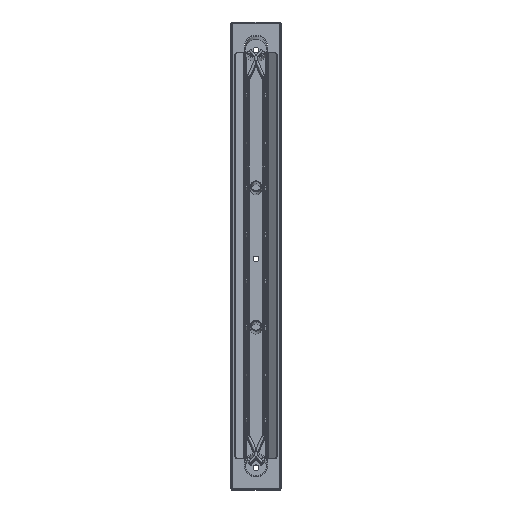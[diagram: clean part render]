
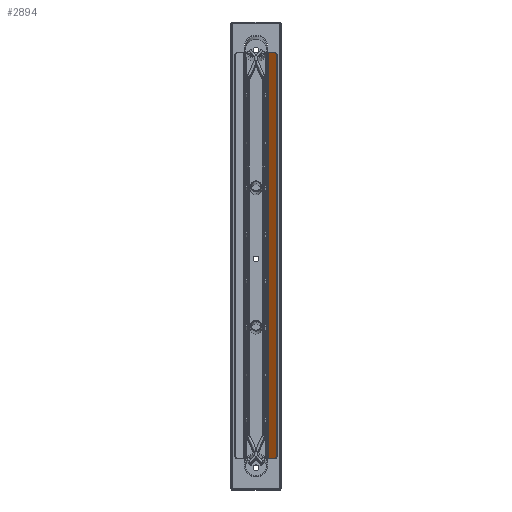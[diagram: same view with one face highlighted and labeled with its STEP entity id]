
A CAD part, top view. The second image highlights one B-rep face of the part: STEP entity #2894.
In plain terms, the highlighted face is planar.
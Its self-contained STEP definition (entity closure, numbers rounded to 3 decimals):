
#113 = CARTESIAN_POINT ( 'NONE',  ( 22.491, -155.142, 218.813 ) ) ;
#206 = CARTESIAN_POINT ( 'NONE',  ( 22.491, -155.142, 218.813 ) ) ;
#749 = EDGE_CURVE ( 'NONE', #8261, #12349, #14789, .T. ) ;
#1086 = ORIENTED_EDGE ( 'NONE', *, *, #749, .F. ) ;
#1246 = CARTESIAN_POINT ( 'NONE',  ( 22.491, -155.142, 218.813 ) ) ;
#1358 = DIRECTION ( 'NONE',  ( -0.766, 0.643, 0. ) ) ;
#1373 = DIRECTION ( 'NONE',  ( 0., 0., -1. ) ) ;
#1762 = CARTESIAN_POINT ( 'NONE',  ( 18.66, -151.928, -218.813 ) ) ;
#2146 = ORIENTED_EDGE ( 'NONE', *, *, #16879, .T. ) ;
#2257 = ORIENTED_EDGE ( 'NONE', *, *, #23645, .T. ) ;
#2894 = ADVANCED_FACE ( 'NONE', ( #7629 ), #9913, .F. ) ;
#3357 = EDGE_CURVE ( 'NONE', #13816, #15885, #15260, .T. ) ;
#3628 = CARTESIAN_POINT ( 'NONE',  ( 22.491, -155.142, 213.813 ) ) ;
#3915 = CARTESIAN_POINT ( 'NONE',  ( 22.491, -155.142, -218.813 ) ) ;
#5328 = CARTESIAN_POINT ( 'NONE',  ( 18.66, -151.928, 213.813 ) ) ;
#5557 = CARTESIAN_POINT ( 'NONE',  ( 12.072, -146.399, -218.813 ) ) ;
#5820 = DIRECTION ( 'NONE',  ( 0.766, -0.643, 0. ) ) ;
#6236 = AXIS2_PLACEMENT_3D ( 'NONE', #8617, #14494, #11660 ) ;
#6838 = EDGE_CURVE ( 'NONE', #19693, #12349, #17231, .T. ) ;
#6991 = EDGE_CURVE ( 'NONE', #13816, #9582, #7728, .T. ) ;
#7001 = DIRECTION ( 'NONE',  ( -0.643, -0.766, 0. ) ) ;
#7629 = FACE_OUTER_BOUND ( 'NONE', #8098, .T. ) ;
#7728 = LINE ( 'NONE', #11156, #24117 ) ;
#8098 = EDGE_LOOP ( 'NONE', ( #1086, #2146, #17891, #8662, #2257, #20076 ) ) ;
#8261 = VERTEX_POINT ( 'NONE', #3628 ) ;
#8617 = CARTESIAN_POINT ( 'NONE',  ( 18.66, -151.928, -213.813 ) ) ;
#8662 = ORIENTED_EDGE ( 'NONE', *, *, #6991, .T. ) ;
#8793 = CARTESIAN_POINT ( 'NONE',  ( 12.072, -146.399, 218.813 ) ) ;
#9009 = AXIS2_PLACEMENT_3D ( 'NONE', #5328, #7001, #1358 ) ;
#9550 = LINE ( 'NONE', #3915, #10110 ) ;
#9582 = VERTEX_POINT ( 'NONE', #5557 ) ;
#9913 = PLANE ( 'NONE',  #22719 ) ;
#10110 = VECTOR ( 'NONE', #11694, 1000. ) ;
#11156 = CARTESIAN_POINT ( 'NONE',  ( 12.072, -146.399, 218.813 ) ) ;
#11660 = DIRECTION ( 'NONE',  ( -0.766, 0.643, 0. ) ) ;
#11694 = DIRECTION ( 'NONE',  ( 0.766, -0.643, 0. ) ) ;
#11803 = DIRECTION ( 'NONE',  ( -0.766, 0.643, 0. ) ) ;
#12349 = VERTEX_POINT ( 'NONE', #19029 ) ;
#13816 = VERTEX_POINT ( 'NONE', #8793 ) ;
#14494 = DIRECTION ( 'NONE',  ( -0.643, -0.766, 0. ) ) ;
#14789 = LINE ( 'NONE', #1246, #21397 ) ;
#15260 = LINE ( 'NONE', #206, #16994 ) ;
#15665 = DIRECTION ( 'NONE',  ( 0.643, 0.766, 0. ) ) ;
#15885 = VERTEX_POINT ( 'NONE', #22172 ) ;
#16879 = EDGE_CURVE ( 'NONE', #8261, #15885, #17168, .T. ) ;
#16994 = VECTOR ( 'NONE', #5820, 1000. ) ;
#17168 = CIRCLE ( 'NONE', #9009, 5. ) ;
#17231 = CIRCLE ( 'NONE', #6236, 5. ) ;
#17891 = ORIENTED_EDGE ( 'NONE', *, *, #3357, .F. ) ;
#17914 = DIRECTION ( 'NONE',  ( 0., 0., -1. ) ) ;
#19029 = CARTESIAN_POINT ( 'NONE',  ( 22.491, -155.142, -213.813 ) ) ;
#19693 = VERTEX_POINT ( 'NONE', #1762 ) ;
#20076 = ORIENTED_EDGE ( 'NONE', *, *, #6838, .T. ) ;
#21397 = VECTOR ( 'NONE', #1373, 1000. ) ;
#22172 = CARTESIAN_POINT ( 'NONE',  ( 18.66, -151.928, 218.813 ) ) ;
#22719 = AXIS2_PLACEMENT_3D ( 'NONE', #113, #15665, #11803 ) ;
#23645 = EDGE_CURVE ( 'NONE', #9582, #19693, #9550, .T. ) ;
#24117 = VECTOR ( 'NONE', #17914, 1000. ) ;
